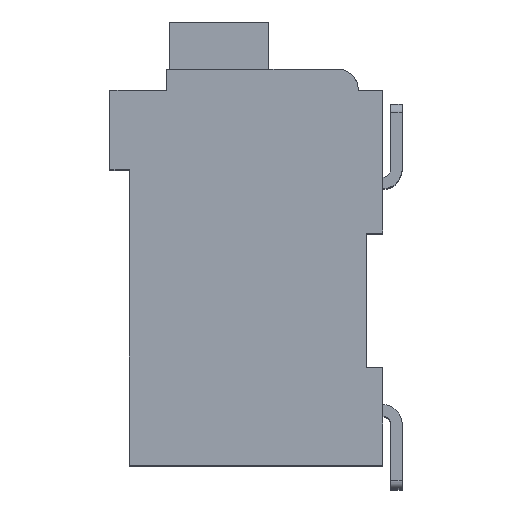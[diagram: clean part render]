
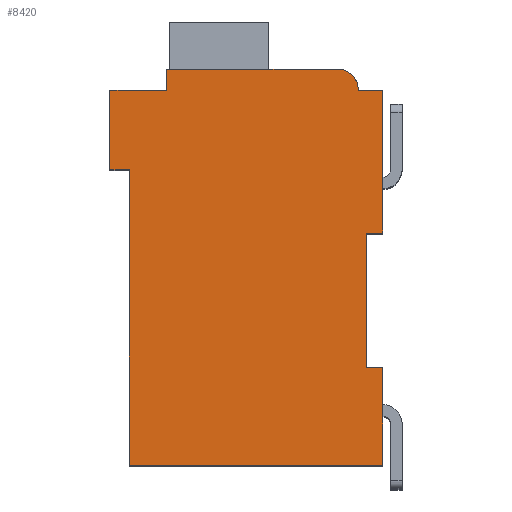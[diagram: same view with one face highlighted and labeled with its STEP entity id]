
A CAD part, top view. The second image highlights one B-rep face of the part: STEP entity #8420.
In plain terms, the highlighted planar face has unit normal (0, 0, 1).
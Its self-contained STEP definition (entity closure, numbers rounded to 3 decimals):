
#978=DIRECTION('',(1.,0.,0.));
#979=VECTOR('',#978,0.5);
#980=CARTESIAN_POINT('',(7.3,7.15,2.1));
#981=LINE('',#980,#979);
#982=DIRECTION('',(0.,1.,0.));
#983=VECTOR('',#982,4.15);
#984=CARTESIAN_POINT('',(7.3,3.,2.1));
#985=LINE('',#984,#983);
#986=DIRECTION('',(-1.,0.,0.));
#987=VECTOR('',#986,0.5);
#988=CARTESIAN_POINT('',(7.8,3.,2.1));
#989=LINE('',#988,#987);
#990=DIRECTION('',(0.,1.,0.));
#991=VECTOR('',#990,3.);
#992=CARTESIAN_POINT('',(7.8,0.,2.1));
#993=LINE('',#992,#991);
#994=DIRECTION('',(1.,0.,0.));
#995=VECTOR('',#994,7.8);
#996=CARTESIAN_POINT('',(0.,0.,2.1));
#997=LINE('',#996,#995);
#998=DIRECTION('',(0.,-1.,0.));
#999=VECTOR('',#998,9.1);
#1000=CARTESIAN_POINT('',(0.,9.1,2.1));
#1001=LINE('',#1000,#999);
#1002=DIRECTION('',(1.,0.,0.));
#1003=VECTOR('',#1002,0.6);
#1004=CARTESIAN_POINT('',(-0.6,9.1,2.1));
#1005=LINE('',#1004,#1003);
#1006=DIRECTION('',(0.,-1.,0.));
#1007=VECTOR('',#1006,2.45);
#1008=CARTESIAN_POINT('',(-0.6,11.55,2.1));
#1009=LINE('',#1008,#1007);
#1010=DIRECTION('',(-1.,0.,0.));
#1011=VECTOR('',#1010,1.75);
#1012=CARTESIAN_POINT('',(1.15,11.55,2.1));
#1013=LINE('',#1012,#1011);
#1014=DIRECTION('',(0.,-1.,0.));
#1015=VECTOR('',#1014,0.65);
#1016=CARTESIAN_POINT('',(1.15,12.2,2.1));
#1017=LINE('',#1016,#1015);
#1018=DIRECTION('',(-1.,0.,0.));
#1019=VECTOR('',#1018,5.25);
#1020=CARTESIAN_POINT('',(6.4,12.2,2.1));
#1021=LINE('',#1020,#1019);
#1022=CARTESIAN_POINT('',(6.4,11.55,2.1));
#1023=DIRECTION('',(0.,0.,1.));
#1024=DIRECTION('',(1.,0.,0.));
#1025=AXIS2_PLACEMENT_3D('',#1022,#1023,#1024);
#1027=DIRECTION('',(-1.,0.,0.));
#1028=VECTOR('',#1027,0.75);
#1029=CARTESIAN_POINT('',(7.8,11.55,2.1));
#1030=LINE('',#1029,#1028);
#1031=DIRECTION('',(0.,1.,0.));
#1032=VECTOR('',#1031,4.4);
#1033=CARTESIAN_POINT('',(7.8,7.15,2.1));
#1034=LINE('',#1033,#1032);
#5791=CARTESIAN_POINT('',(7.3,7.15,2.1));
#5792=CARTESIAN_POINT('',(7.8,7.15,2.1));
#5793=VERTEX_POINT('',#5791);
#5794=VERTEX_POINT('',#5792);
#5795=CARTESIAN_POINT('',(7.8,11.55,2.1));
#5796=VERTEX_POINT('',#5795);
#5797=CARTESIAN_POINT('',(7.05,11.55,2.1));
#5798=VERTEX_POINT('',#5797);
#5799=CARTESIAN_POINT('',(6.4,12.2,2.1));
#5800=VERTEX_POINT('',#5799);
#5801=CARTESIAN_POINT('',(1.15,12.2,2.1));
#5802=VERTEX_POINT('',#5801);
#5803=CARTESIAN_POINT('',(1.15,11.55,2.1));
#5804=VERTEX_POINT('',#5803);
#5805=CARTESIAN_POINT('',(-0.6,11.55,2.1));
#5806=VERTEX_POINT('',#5805);
#5807=CARTESIAN_POINT('',(-0.6,9.1,2.1));
#5808=VERTEX_POINT('',#5807);
#5809=CARTESIAN_POINT('',(0.,9.1,2.1));
#5810=VERTEX_POINT('',#5809);
#5811=CARTESIAN_POINT('',(0.,0.,2.1));
#5812=VERTEX_POINT('',#5811);
#5813=CARTESIAN_POINT('',(7.8,0.,2.1));
#5814=VERTEX_POINT('',#5813);
#5815=CARTESIAN_POINT('',(7.8,3.,2.1));
#5816=VERTEX_POINT('',#5815);
#5817=CARTESIAN_POINT('',(7.3,3.,2.1));
#5818=VERTEX_POINT('',#5817);
#8390=CARTESIAN_POINT('',(0.,0.,2.1));
#8391=DIRECTION('',(0.,0.,1.));
#8392=DIRECTION('',(1.,0.,0.));
#8393=AXIS2_PLACEMENT_3D('',#8390,#8391,#8392);
#8394=PLANE('',#8393);
#8395=ORIENTED_EDGE('',*,*,#7592,.F.);
#8396=ORIENTED_EDGE('',*,*,#7913,.F.);
#8398=ORIENTED_EDGE('',*,*,#8397,.F.);
#8400=ORIENTED_EDGE('',*,*,#8399,.F.);
#8401=ORIENTED_EDGE('',*,*,#8221,.F.);
#8402=ORIENTED_EDGE('',*,*,#8162,.F.);
#8404=ORIENTED_EDGE('',*,*,#8403,.F.);
#8406=ORIENTED_EDGE('',*,*,#8405,.F.);
#8408=ORIENTED_EDGE('',*,*,#8407,.F.);
#8410=ORIENTED_EDGE('',*,*,#8409,.F.);
#8412=ORIENTED_EDGE('',*,*,#8411,.F.);
#8414=ORIENTED_EDGE('',*,*,#8413,.F.);
#8416=ORIENTED_EDGE('',*,*,#8415,.F.);
#8417=ORIENTED_EDGE('',*,*,#7769,.F.);
#8418=EDGE_LOOP('',(#8395,#8396,#8398,#8400,#8401,#8402,#8404,#8406,#8408,#8410,
#8412,#8414,#8416,#8417));
#8419=FACE_OUTER_BOUND('',#8418,.F.);
#1026=CIRCLE('',#1025,0.65);
#7592=EDGE_CURVE('',#5793,#5794,#981,.T.);
#7769=EDGE_CURVE('',#5794,#5796,#1034,.T.);
#7913=EDGE_CURVE('',#5818,#5793,#985,.T.);
#8162=EDGE_CURVE('',#5810,#5812,#1001,.T.);
#8221=EDGE_CURVE('',#5812,#5814,#997,.T.);
#8397=EDGE_CURVE('',#5816,#5818,#989,.T.);
#8399=EDGE_CURVE('',#5814,#5816,#993,.T.);
#8403=EDGE_CURVE('',#5808,#5810,#1005,.T.);
#8405=EDGE_CURVE('',#5806,#5808,#1009,.T.);
#8407=EDGE_CURVE('',#5804,#5806,#1013,.T.);
#8409=EDGE_CURVE('',#5802,#5804,#1017,.T.);
#8411=EDGE_CURVE('',#5800,#5802,#1021,.T.);
#8413=EDGE_CURVE('',#5798,#5800,#1026,.T.);
#8415=EDGE_CURVE('',#5796,#5798,#1030,.T.);
#8420=ADVANCED_FACE('',(#8419),#8394,.T.);
